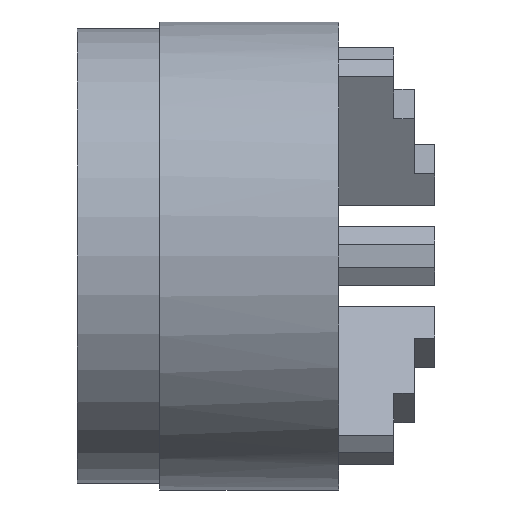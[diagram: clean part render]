
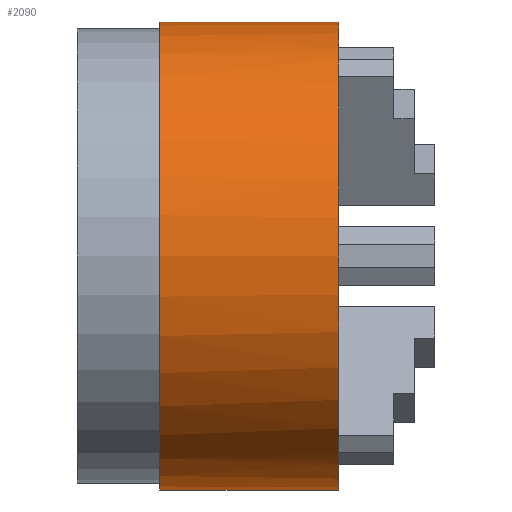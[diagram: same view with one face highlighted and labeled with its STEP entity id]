
A CAD part, front view. The second image highlights one B-rep face of the part: STEP entity #2090.
In plain terms, the highlighted cylindrical face has radius 107.95 mm (diameter 215.9 mm), a partial arc.
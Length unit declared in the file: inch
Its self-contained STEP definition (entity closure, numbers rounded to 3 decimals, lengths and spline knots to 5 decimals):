
#12 = CARTESIAN_POINT ( 'NONE',  ( 0., 0., 0. ) ) ;
#130 = AXIS2_PLACEMENT_3D ( 'NONE', #352, #2620, #2157 ) ;
#198 = VERTEX_POINT ( 'NONE', #832 ) ;
#203 = DIRECTION ( 'NONE',  ( 1., 0., 0. ) ) ;
#241 = LINE ( 'NONE', #1562, #682 ) ;
#278 = CARTESIAN_POINT ( 'NONE',  ( 3.25, -2.125, -3.68061 ) ) ;
#298 = CARTESIAN_POINT ( 'NONE',  ( 0., 0., -4.25 ) ) ;
#342 = ORIENTED_EDGE ( 'NONE', *, *, #349, .F. ) ;
#349 = EDGE_CURVE ( 'NONE', #2147, #742, #2650, .T. ) ;
#352 = CARTESIAN_POINT ( 'NONE',  ( 3.25, 0., 0. ) ) ;
#368 = CIRCLE ( 'NONE', #2400, 4.25 ) ;
#391 = VERTEX_POINT ( 'NONE', #1712 ) ;
#459 = CARTESIAN_POINT ( 'NONE',  ( 3.25, 0., 0. ) ) ;
#474 = DIRECTION ( 'NONE',  ( -1., 0., 0. ) ) ;
#497 = DIRECTION ( 'NONE',  ( 1., 0., 0. ) ) ;
#500 = CARTESIAN_POINT ( 'NONE',  ( 3.25, -1.92534, -3.78888 ) ) ;
#519 = DIRECTION ( 'NONE',  ( 1., 0., 0. ) ) ;
#561 = ORIENTED_EDGE ( 'NONE', *, *, #2657, .F. ) ;
#585 = EDGE_CURVE ( 'NONE', #198, #1023, #241, .T. ) ;
#602 = AXIS2_PLACEMENT_3D ( 'NONE', #1777, #2015, #2689 ) ;
#642 = DIRECTION ( 'NONE',  ( 0., 0., -1. ) ) ;
#682 = VECTOR ( 'NONE', #708, 39.37008 ) ;
#701 = ORIENTED_EDGE ( 'NONE', *, *, #2183, .F. ) ;
#708 = DIRECTION ( 'NONE',  ( -1., 0., 0. ) ) ;
#738 = AXIS2_PLACEMENT_3D ( 'NONE', #12, #203, #642 ) ;
#740 = CARTESIAN_POINT ( 'NONE',  ( 3.25, -2.125, 3.68061 ) ) ;
#742 = VERTEX_POINT ( 'NONE', #2560 ) ;
#744 = CIRCLE ( 'NONE', #1687, 4.25 ) ;
#832 = CARTESIAN_POINT ( 'NONE',  ( 3.25, 0., 4.25 ) ) ;
#885 = DIRECTION ( 'NONE',  ( 0., 0., -1. ) ) ;
#893 = AXIS2_PLACEMENT_3D ( 'NONE', #1105, #1299, #885 ) ;
#967 = FACE_OUTER_BOUND ( 'NONE', #1276, .T. ) ;
#976 = AXIS2_PLACEMENT_3D ( 'NONE', #1989, #2875, #1515 ) ;
#984 = EDGE_CURVE ( 'NONE', #1023, #2189, #2008, .T. ) ;
#1023 = VERTEX_POINT ( 'NONE', #2479 ) ;
#1056 = CARTESIAN_POINT ( 'NONE',  ( 3.25, -2.31859, -3.56183 ) ) ;
#1105 = CARTESIAN_POINT ( 'NONE',  ( 3.25, 0., 0. ) ) ;
#1242 = ORIENTED_EDGE ( 'NONE', *, *, #2783, .F. ) ;
#1276 = EDGE_LOOP ( 'NONE', ( #561, #2336, #2871, #1506, #1242, #342, #1595, #701, #2794, #1841 ) ) ;
#1299 = DIRECTION ( 'NONE',  ( 1., 0., 0. ) ) ;
#1352 = CIRCLE ( 'NONE', #976, 4.25 ) ;
#1368 = CARTESIAN_POINT ( 'NONE',  ( 3.25, 0., 0. ) ) ;
#1381 = DIRECTION ( 'NONE',  ( 0., 0., -1. ) ) ;
#1396 = CYLINDRICAL_SURFACE ( 'NONE', #1883, 4.25 ) ;
#1461 = VERTEX_POINT ( 'NONE', #2041 ) ;
#1506 = ORIENTED_EDGE ( 'NONE', *, *, #2535, .F. ) ;
#1515 = DIRECTION ( 'NONE',  ( 0., 0., -1. ) ) ;
#1562 = CARTESIAN_POINT ( 'NONE',  ( 3.25, 0., 4.25 ) ) ;
#1595 = ORIENTED_EDGE ( 'NONE', *, *, #2484, .F. ) ;
#1617 = DIRECTION ( 'NONE',  ( -1., 0., 0. ) ) ;
#1687 = AXIS2_PLACEMENT_3D ( 'NONE', #1368, #497, #1381 ) ;
#1712 = CARTESIAN_POINT ( 'NONE',  ( 3.25, -1.92534, 3.78888 ) ) ;
#1721 = VERTEX_POINT ( 'NONE', #1056 ) ;
#1777 = CARTESIAN_POINT ( 'NONE',  ( 3.25, 0., 0. ) ) ;
#1789 = AXIS2_PLACEMENT_3D ( 'NONE', #1830, #519, #2056 ) ;
#1830 = CARTESIAN_POINT ( 'NONE',  ( 3.25, 0., 0. ) ) ;
#1841 = ORIENTED_EDGE ( 'NONE', *, *, #984, .T. ) ;
#1873 = EDGE_CURVE ( 'NONE', #2224, #1461, #368, .T. ) ;
#1883 = AXIS2_PLACEMENT_3D ( 'NONE', #459, #474, #2774 ) ;
#1989 = CARTESIAN_POINT ( 'NONE',  ( 3.25, 0., 0. ) ) ;
#2008 = CIRCLE ( 'NONE', #738, 4.25 ) ;
#2015 = DIRECTION ( 'NONE',  ( 1., 0., 0. ) ) ;
#2041 = CARTESIAN_POINT ( 'NONE',  ( 3.25, 0., -4.25 ) ) ;
#2056 = DIRECTION ( 'NONE',  ( 0., 0., -1. ) ) ;
#2070 = CIRCLE ( 'NONE', #602, 4.25 ) ;
#2090 = ADVANCED_FACE ( 'NONE', ( #967 ), #1396, .T. ) ;
#2147 = VERTEX_POINT ( 'NONE', #740 ) ;
#2157 = DIRECTION ( 'NONE',  ( 0., 0., -1. ) ) ;
#2171 = CIRCLE ( 'NONE', #1789, 4.25 ) ;
#2183 = EDGE_CURVE ( 'NONE', #198, #391, #2171, .T. ) ;
#2189 = VERTEX_POINT ( 'NONE', #298 ) ;
#2224 = VERTEX_POINT ( 'NONE', #500 ) ;
#2230 = DIRECTION ( 'NONE',  ( 0., 0., -1. ) ) ;
#2261 = CARTESIAN_POINT ( 'NONE',  ( 3.25, 0., 0. ) ) ;
#2275 = EDGE_CURVE ( 'NONE', #2510, #2224, #2491, .T. ) ;
#2308 = CARTESIAN_POINT ( 'NONE',  ( 3.25, 0., -4.25 ) ) ;
#2336 = ORIENTED_EDGE ( 'NONE', *, *, #1873, .F. ) ;
#2400 = AXIS2_PLACEMENT_3D ( 'NONE', #2261, #2931, #2230 ) ;
#2479 = CARTESIAN_POINT ( 'NONE',  ( 0., 0., 4.25 ) ) ;
#2484 = EDGE_CURVE ( 'NONE', #391, #2147, #1352, .T. ) ;
#2491 = CIRCLE ( 'NONE', #130, 4.25 ) ;
#2495 = LINE ( 'NONE', #2308, #2640 ) ;
#2510 = VERTEX_POINT ( 'NONE', #278 ) ;
#2535 = EDGE_CURVE ( 'NONE', #1721, #2510, #744, .T. ) ;
#2560 = CARTESIAN_POINT ( 'NONE',  ( 3.25, -2.31859, 3.56183 ) ) ;
#2620 = DIRECTION ( 'NONE',  ( 1., 0., 0. ) ) ;
#2640 = VECTOR ( 'NONE', #1617, 39.37008 ) ;
#2650 = CIRCLE ( 'NONE', #893, 4.25 ) ;
#2657 = EDGE_CURVE ( 'NONE', #1461, #2189, #2495, .T. ) ;
#2689 = DIRECTION ( 'NONE',  ( 0., 0., -1. ) ) ;
#2774 = DIRECTION ( 'NONE',  ( 0., 0., 1. ) ) ;
#2783 = EDGE_CURVE ( 'NONE', #742, #1721, #2070, .T. ) ;
#2794 = ORIENTED_EDGE ( 'NONE', *, *, #585, .T. ) ;
#2871 = ORIENTED_EDGE ( 'NONE', *, *, #2275, .F. ) ;
#2875 = DIRECTION ( 'NONE',  ( 1., 0., 0. ) ) ;
#2931 = DIRECTION ( 'NONE',  ( 1., 0., 0. ) ) ;
